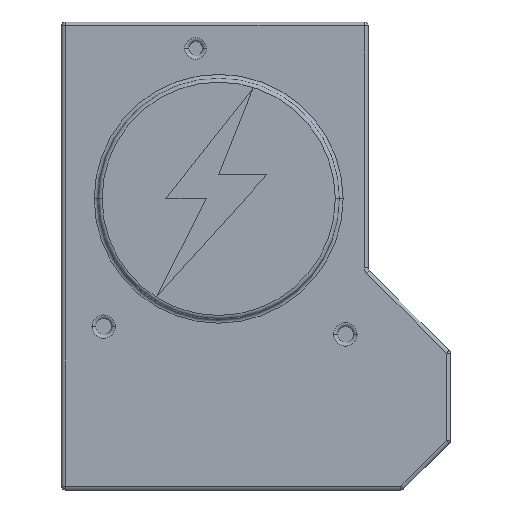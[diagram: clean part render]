
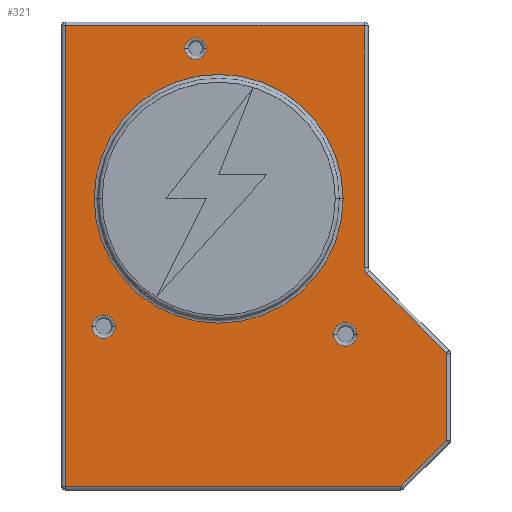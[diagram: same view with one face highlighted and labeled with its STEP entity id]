
A CAD part, top view. The second image highlights one B-rep face of the part: STEP entity #321.
In plain terms, the highlighted planar face has unit normal (0, 0, 1).
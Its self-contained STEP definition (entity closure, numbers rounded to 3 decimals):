
#6 = DIRECTION ( 'NONE',  ( 1., 0., 0. ) ) ;
#18 = CARTESIAN_POINT ( 'NONE',  ( -685.218, 933.358, 0. ) ) ;
#33 = DIRECTION ( 'NONE',  ( 0., 1., 0. ) ) ;
#36 = AXIS2_PLACEMENT_3D ( 'NONE', #1780, #222, #574 ) ;
#47 = VERTEX_POINT ( 'NONE', #1304 ) ;
#60 = CARTESIAN_POINT ( 'NONE',  ( -706.026, 862.005, 0. ) ) ;
#69 = AXIS2_PLACEMENT_3D ( 'NONE', #1341, #1525, #2049 ) ;
#77 = DIRECTION ( 'NONE',  ( 1., 0., 0. ) ) ;
#94 = VECTOR ( 'NONE', #777, 1000. ) ;
#109 = AXIS2_PLACEMENT_3D ( 'NONE', #409, #1089, #234 ) ;
#116 = CARTESIAN_POINT ( 'NONE',  ( -629.763, 821.118, 0. ) ) ;
#141 = DIRECTION ( 'NONE',  ( -1., 0., 0. ) ) ;
#143 = CARTESIAN_POINT ( 'NONE',  ( -638.574, 875.671, 0. ) ) ;
#148 = ORIENTED_EDGE ( 'NONE', *, *, #335, .F. ) ;
#160 = VERTEX_POINT ( 'NONE', #143 ) ;
#175 = AXIS2_PLACEMENT_3D ( 'NONE', #2148, #1291, #738 ) ;
#211 = VECTOR ( 'NONE', #141, 1000. ) ;
#212 = ORIENTED_EDGE ( 'NONE', *, *, #951, .T. ) ;
#221 = VERTEX_POINT ( 'NONE', #1152 ) ;
#222 = DIRECTION ( 'NONE',  ( 0., 0., 1. ) ) ;
#230 = CARTESIAN_POINT ( 'NONE',  ( 118.549, 118.549, 0. ) ) ;
#234 = DIRECTION ( 'NONE',  ( 1., 0., 0. ) ) ;
#236 = CARTESIAN_POINT ( 'NONE',  ( -639.159, 0., 0. ) ) ;
#275 = CARTESIAN_POINT ( 'NONE',  ( -708.446, 894.799, 0. ) ) ;
#297 = CARTESIAN_POINT ( 'NONE',  ( -647.026, 860.005, 0. ) ) ;
#302 = VERTEX_POINT ( 'NONE', #1425 ) ;
#321 = ADVANCED_FACE ( 'NONE', ( #729, #1569, #1042, #2115, #563 ), #393, .T. ) ;
#335 = EDGE_CURVE ( 'NONE', #2106, #160, #1480, .T. ) ;
#336 = AXIS2_PLACEMENT_3D ( 'NONE', #899, #1422, #1085 ) ;
#349 = VERTEX_POINT ( 'NONE', #275 ) ;
#356 = VECTOR ( 'NONE', #2023, 1000. ) ;
#374 = CARTESIAN_POINT ( 'NONE',  ( -703.026, 862.005, 0. ) ) ;
#393 = PLANE ( 'NONE',  #36 ) ;
#400 = DIRECTION ( 'NONE',  ( 1., 0., 0. ) ) ;
#409 = CARTESIAN_POINT ( 'NONE',  ( -637.159, 877.085, 0. ) ) ;
#412 = ORIENTED_EDGE ( 'NONE', *, *, #595, .T. ) ;
#454 = EDGE_CURVE ( 'NONE', #2074, #2050, #518, .T. ) ;
#461 = AXIS2_PLACEMENT_3D ( 'NONE', #60, #743, #1439 ) ;
#513 = ORIENTED_EDGE ( 'NONE', *, *, #761, .T. ) ;
#518 = LINE ( 'NONE', #1508, #211 ) ;
#559 = EDGE_CURVE ( 'NONE', #763, #1572, #1996, .T. ) ;
#563 = FACE_BOUND ( 'NONE', #846, .T. ) ;
#570 = CIRCLE ( 'NONE', #1067, 31.922 ) ;
#574 = DIRECTION ( 'NONE',  ( 1., 0., 0. ) ) ;
#595 = EDGE_CURVE ( 'NONE', #1075, #1205, #2177, .T. ) ;
#635 = CIRCLE ( 'NONE', #175, 3. ) ;
#637 = EDGE_LOOP ( 'NONE', ( #757, #412 ) ) ;
#650 = EDGE_CURVE ( 'NONE', #47, #870, #1107, .T. ) ;
#679 = DIRECTION ( 'NONE',  ( 0., 0., -1. ) ) ;
#682 = ORIENTED_EDGE ( 'NONE', *, *, #1121, .T. ) ;
#684 = CARTESIAN_POINT ( 'NONE',  ( -618.055, 0., 0. ) ) ;
#729 = FACE_BOUND ( 'NONE', #2208, .T. ) ;
#736 = DIRECTION ( 'NONE',  ( -0.707, 0.707, 0. ) ) ;
#738 = DIRECTION ( 'NONE',  ( 1., 0., 0. ) ) ;
#743 = DIRECTION ( 'NONE',  ( 0., 0., -1. ) ) ;
#757 = ORIENTED_EDGE ( 'NONE', *, *, #1820, .T. ) ;
#761 = EDGE_CURVE ( 'NONE', #870, #221, #1357, .T. ) ;
#763 = VERTEX_POINT ( 'NONE', #976 ) ;
#777 = DIRECTION ( 'NONE',  ( 1., 0., 0. ) ) ;
#784 = ORIENTED_EDGE ( 'NONE', *, *, #1566, .T. ) ;
#846 = EDGE_LOOP ( 'NONE', ( #1718, #1155 ) ) ;
#854 = CIRCLE ( 'NONE', #1770, 31.922 ) ;
#870 = VERTEX_POINT ( 'NONE', #116 ) ;
#889 = CARTESIAN_POINT ( 'NONE',  ( -706.026, 862.005, 0. ) ) ;
#899 = CARTESIAN_POINT ( 'NONE',  ( -682.443, 933.358, 0. ) ) ;
#951 = EDGE_CURVE ( 'NONE', #302, #349, #570, .T. ) ;
#960 = VERTEX_POINT ( 'NONE', #1784 ) ;
#971 = EDGE_CURVE ( 'NONE', #1572, #763, #994, .T. ) ;
#976 = CARTESIAN_POINT ( 'NONE',  ( -709.026, 862.005, 0. ) ) ;
#981 = CARTESIAN_POINT ( 'NONE',  ( -715.841, 0., 0. ) ) ;
#994 = CIRCLE ( 'NONE', #461, 3. ) ;
#1042 = FACE_BOUND ( 'NONE', #637, .T. ) ;
#1067 = AXIS2_PLACEMENT_3D ( 'NONE', #1249, #1950, #400 ) ;
#1075 = VERTEX_POINT ( 'NONE', #18 ) ;
#1079 = VERTEX_POINT ( 'NONE', #297 ) ;
#1081 = ORIENTED_EDGE ( 'NONE', *, *, #1969, .T. ) ;
#1085 = DIRECTION ( 'NONE',  ( 1., 0., 0. ) ) ;
#1089 = DIRECTION ( 'NONE',  ( 0., 0., 1. ) ) ;
#1107 = LINE ( 'NONE', #1127, #94 ) ;
#1108 = CIRCLE ( 'NONE', #69, 2.775 ) ;
#1121 = EDGE_CURVE ( 'NONE', #960, #1079, #635, .T. ) ;
#1126 = ORIENTED_EDGE ( 'NONE', *, *, #1580, .T. ) ;
#1127 = CARTESIAN_POINT ( 'NONE',  ( 0., 821.118, 0. ) ) ;
#1152 = CARTESIAN_POINT ( 'NONE',  ( -618.055, 832.826, 0. ) ) ;
#1155 = ORIENTED_EDGE ( 'NONE', *, *, #559, .T. ) ;
#1172 = CARTESIAN_POINT ( 'NONE',  ( -639.159, 877.085, 0. ) ) ;
#1176 = VECTOR ( 'NONE', #736, 1000. ) ;
#1205 = VERTEX_POINT ( 'NONE', #2123 ) ;
#1249 = CARTESIAN_POINT ( 'NONE',  ( -676.524, 894.799, 0. ) ) ;
#1253 = VECTOR ( 'NONE', #1782, 1000. ) ;
#1278 = LINE ( 'NONE', #230, #1176 ) ;
#1291 = DIRECTION ( 'NONE',  ( 0., 0., -1. ) ) ;
#1304 = CARTESIAN_POINT ( 'NONE',  ( -715.841, 821.118, 0. ) ) ;
#1306 = LINE ( 'NONE', #981, #356 ) ;
#1310 = CARTESIAN_POINT ( 'NONE',  ( -618.055, 855.152, 0. ) ) ;
#1341 = CARTESIAN_POINT ( 'NONE',  ( -682.443, 933.358, 0. ) ) ;
#1357 = LINE ( 'NONE', #1493, #1608 ) ;
#1367 = VERTEX_POINT ( 'NONE', #1310 ) ;
#1387 = EDGE_LOOP ( 'NONE', ( #1081, #2004, #1764, #1979, #513, #1424, #784, #148 ) ) ;
#1396 = DIRECTION ( 'NONE',  ( 0., 0., -1. ) ) ;
#1421 = AXIS2_PLACEMENT_3D ( 'NONE', #889, #1396, #6 ) ;
#1422 = DIRECTION ( 'NONE',  ( 0., 0., -1. ) ) ;
#1424 = ORIENTED_EDGE ( 'NONE', *, *, #1883, .T. ) ;
#1425 = CARTESIAN_POINT ( 'NONE',  ( -644.602, 894.799, 0. ) ) ;
#1439 = DIRECTION ( 'NONE',  ( 1., 0., 0. ) ) ;
#1444 = CIRCLE ( 'NONE', #1623, 3. ) ;
#1480 = CIRCLE ( 'NONE', #109, 2. ) ;
#1493 = CARTESIAN_POINT ( 'NONE',  ( -725.44, 725.44, 0. ) ) ;
#1508 = CARTESIAN_POINT ( 'NONE',  ( 0., 939.16, 0. ) ) ;
#1525 = DIRECTION ( 'NONE',  ( 0., 0., -1. ) ) ;
#1555 = DIRECTION ( 'NONE',  ( 1., 0., 0. ) ) ;
#1559 = LINE ( 'NONE', #684, #1874 ) ;
#1566 = EDGE_CURVE ( 'NONE', #1367, #160, #1278, .T. ) ;
#1569 = FACE_OUTER_BOUND ( 'NONE', #1387, .T. ) ;
#1572 = VERTEX_POINT ( 'NONE', #374 ) ;
#1580 = EDGE_CURVE ( 'NONE', #349, #302, #854, .T. ) ;
#1608 = VECTOR ( 'NONE', #2194, 1000. ) ;
#1623 = AXIS2_PLACEMENT_3D ( 'NONE', #2068, #679, #1555 ) ;
#1625 = DIRECTION ( 'NONE',  ( 0., 0., -1. ) ) ;
#1718 = ORIENTED_EDGE ( 'NONE', *, *, #971, .T. ) ;
#1748 = ORIENTED_EDGE ( 'NONE', *, *, #2150, .T. ) ;
#1764 = ORIENTED_EDGE ( 'NONE', *, *, #1766, .T. ) ;
#1766 = EDGE_CURVE ( 'NONE', #2050, #47, #1306, .T. ) ;
#1770 = AXIS2_PLACEMENT_3D ( 'NONE', #1954, #1625, #77 ) ;
#1780 = CARTESIAN_POINT ( 'NONE',  ( 0., 0., 0. ) ) ;
#1782 = DIRECTION ( 'NONE',  ( 0., 1., 0. ) ) ;
#1784 = CARTESIAN_POINT ( 'NONE',  ( -641.026, 860.005, 0. ) ) ;
#1817 = EDGE_LOOP ( 'NONE', ( #682, #1748 ) ) ;
#1820 = EDGE_CURVE ( 'NONE', #1205, #1075, #1108, .T. ) ;
#1874 = VECTOR ( 'NONE', #33, 1000. ) ;
#1883 = EDGE_CURVE ( 'NONE', #221, #1367, #1559, .T. ) ;
#1950 = DIRECTION ( 'NONE',  ( 0., 0., -1. ) ) ;
#1954 = CARTESIAN_POINT ( 'NONE',  ( -676.524, 894.799, 0. ) ) ;
#1969 = EDGE_CURVE ( 'NONE', #2106, #2074, #1981, .T. ) ;
#1979 = ORIENTED_EDGE ( 'NONE', *, *, #650, .T. ) ;
#1981 = LINE ( 'NONE', #236, #1253 ) ;
#1996 = CIRCLE ( 'NONE', #1421, 3. ) ;
#2004 = ORIENTED_EDGE ( 'NONE', *, *, #454, .T. ) ;
#2023 = DIRECTION ( 'NONE',  ( 0., -1., 0. ) ) ;
#2049 = DIRECTION ( 'NONE',  ( 1., 0., 0. ) ) ;
#2050 = VERTEX_POINT ( 'NONE', #2117 ) ;
#2068 = CARTESIAN_POINT ( 'NONE',  ( -644.026, 860.005, 0. ) ) ;
#2074 = VERTEX_POINT ( 'NONE', #2224 ) ;
#2106 = VERTEX_POINT ( 'NONE', #1172 ) ;
#2115 = FACE_BOUND ( 'NONE', #1817, .T. ) ;
#2117 = CARTESIAN_POINT ( 'NONE',  ( -715.841, 939.16, 0. ) ) ;
#2123 = CARTESIAN_POINT ( 'NONE',  ( -679.668, 933.358, 0. ) ) ;
#2148 = CARTESIAN_POINT ( 'NONE',  ( -644.026, 860.005, 0. ) ) ;
#2150 = EDGE_CURVE ( 'NONE', #1079, #960, #1444, .T. ) ;
#2177 = CIRCLE ( 'NONE', #336, 2.775 ) ;
#2194 = DIRECTION ( 'NONE',  ( 0.707, 0.707, 0. ) ) ;
#2208 = EDGE_LOOP ( 'NONE', ( #212, #1126 ) ) ;
#2224 = CARTESIAN_POINT ( 'NONE',  ( -639.159, 939.16, 0. ) ) ;
